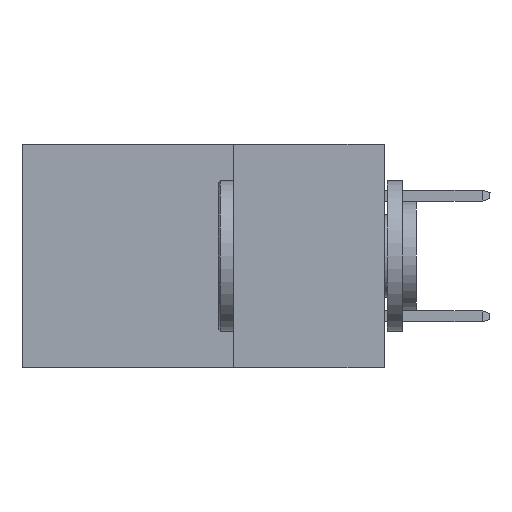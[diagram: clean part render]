
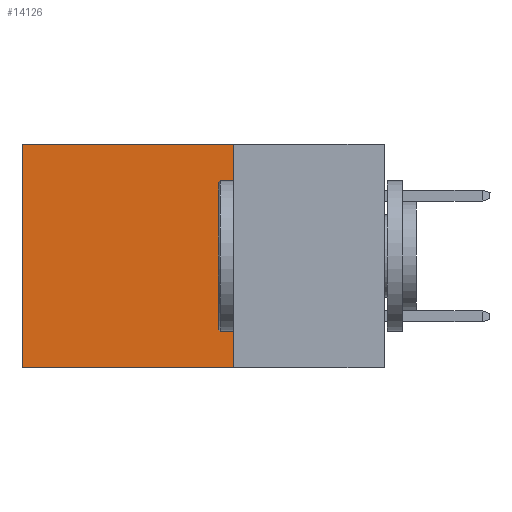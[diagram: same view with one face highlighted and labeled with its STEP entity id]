
A CAD part, left-side view. The second image highlights one B-rep face of the part: STEP entity #14126.
In plain terms, the highlighted planar face has unit normal (-1, 0, 0).
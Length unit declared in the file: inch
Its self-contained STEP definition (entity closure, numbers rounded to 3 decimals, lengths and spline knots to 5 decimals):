
#999 = DIRECTION ( 'NONE',  ( 0., 1., 0. ) ) ;
#1138 = DIRECTION ( 'NONE',  ( 1., 0., 0. ) ) ;
#1474 = LINE ( 'NONE', #4462, #3170 ) ;
#2280 = EDGE_CURVE ( 'NONE', #15366, #19383, #2845, .T. ) ;
#2572 = CARTESIAN_POINT ( 'NONE',  ( 0.298, 0.6, 0. ) ) ;
#2845 = LINE ( 'NONE', #7256, #7976 ) ;
#3045 = VECTOR ( 'NONE', #17331, 39.37008 ) ;
#3170 = VECTOR ( 'NONE', #999, 39.37008 ) ;
#4388 = ORIENTED_EDGE ( 'NONE', *, *, #2280, .F. ) ;
#4462 = CARTESIAN_POINT ( 'NONE',  ( 0.298, 0.25, -0.37 ) ) ;
#6968 = EDGE_LOOP ( 'NONE', ( #21652, #13915, #4388, #21129 ) ) ;
#7079 = DIRECTION ( 'NONE',  ( 0., 0., -1. ) ) ;
#7158 = CARTESIAN_POINT ( 'NONE',  ( 0.298, 0.25, 0. ) ) ;
#7256 = CARTESIAN_POINT ( 'NONE',  ( 0.298, 0.25, 0. ) ) ;
#7596 = LINE ( 'NONE', #19155, #3045 ) ;
#7976 = VECTOR ( 'NONE', #21548, 39.37008 ) ;
#8462 = PLANE ( 'NONE',  #17457 ) ;
#8579 = CARTESIAN_POINT ( 'NONE',  ( 0.298, 0.6, 0. ) ) ;
#8708 = EDGE_CURVE ( 'NONE', #15366, #9794, #7596, .T. ) ;
#9794 = VERTEX_POINT ( 'NONE', #2572 ) ;
#10306 = VECTOR ( 'NONE', #7079, 39.37008 ) ;
#11359 = FACE_OUTER_BOUND ( 'NONE', #6968, .T. ) ;
#12402 = EDGE_CURVE ( 'NONE', #19383, #17132, #1474, .T. ) ;
#13915 = ORIENTED_EDGE ( 'NONE', *, *, #12402, .F. ) ;
#14126 = ADVANCED_FACE ( 'NONE', ( #11359 ), #8462, .F. ) ;
#15366 = VERTEX_POINT ( 'NONE', #7158 ) ;
#15578 = DIRECTION ( 'NONE',  ( 0., 0., -1. ) ) ;
#17132 = VERTEX_POINT ( 'NONE', #20976 ) ;
#17331 = DIRECTION ( 'NONE',  ( 0., 1., 0. ) ) ;
#17457 = AXIS2_PLACEMENT_3D ( 'NONE', #19167, #1138, #15578 ) ;
#17876 = CARTESIAN_POINT ( 'NONE',  ( 0.298, 0.25, -0.37 ) ) ;
#19155 = CARTESIAN_POINT ( 'NONE',  ( 0.298, 0.25, 0. ) ) ;
#19167 = CARTESIAN_POINT ( 'NONE',  ( 0.298, 0.25, 0. ) ) ;
#19383 = VERTEX_POINT ( 'NONE', #17876 ) ;
#20655 = LINE ( 'NONE', #8579, #10306 ) ;
#20976 = CARTESIAN_POINT ( 'NONE',  ( 0.298, 0.6, -0.37 ) ) ;
#21129 = ORIENTED_EDGE ( 'NONE', *, *, #8708, .T. ) ;
#21548 = DIRECTION ( 'NONE',  ( 0., 0., -1. ) ) ;
#21624 = EDGE_CURVE ( 'NONE', #9794, #17132, #20655, .T. ) ;
#21652 = ORIENTED_EDGE ( 'NONE', *, *, #21624, .T. ) ;
